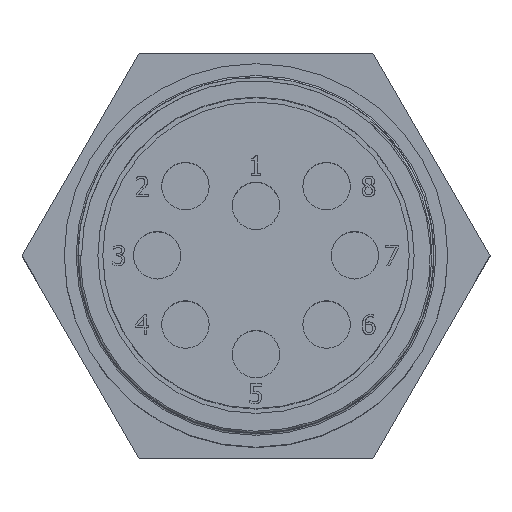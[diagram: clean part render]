
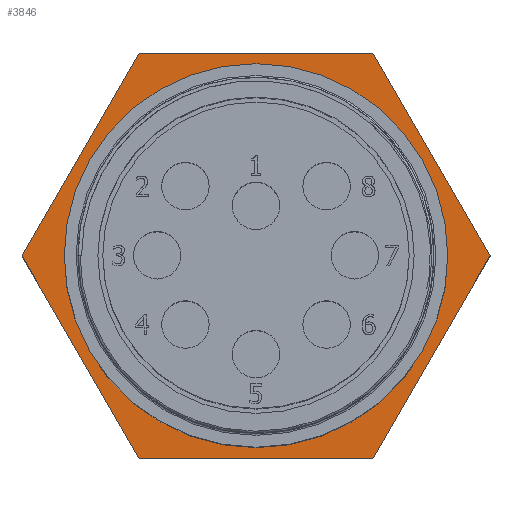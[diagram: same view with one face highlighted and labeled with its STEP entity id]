
A CAD part, top view. The second image highlights one B-rep face of the part: STEP entity #3846.
In plain terms, the highlighted planar face has unit normal (0, 0, 1).
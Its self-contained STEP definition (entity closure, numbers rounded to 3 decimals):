
#243=FACE_BOUND($,#1051,.T.);
#322=CIRCLE($,#4016,19.4);
#795=FACE_OUTER_BOUND($,#1050,.T.);
#1050=EDGE_LOOP($,(#3464,#3465,#3466,#3467,#3468,#3469));
#1051=EDGE_LOOP($,(#3470));
#1115=LINE($,#5754,#1393);
#1118=LINE($,#5760,#1396);
#1121=LINE($,#5766,#1399);
#1124=LINE($,#5772,#1402);
#1128=LINE($,#5779,#1406);
#1130=LINE($,#5782,#1408);
#1393=VECTOR($,#4166,23.671);
#1396=VECTOR($,#4171,23.671);
#1399=VECTOR($,#4176,23.671);
#1402=VECTOR($,#4181,23.671);
#1406=VECTOR($,#4187,23.671);
#1408=VECTOR($,#4191,23.671);
#1695=VERTEX_POINT($,#5751);
#1696=VERTEX_POINT($,#5753);
#1698=VERTEX_POINT($,#5759);
#1700=VERTEX_POINT($,#5765);
#1702=VERTEX_POINT($,#5771);
#1704=VERTEX_POINT($,#5777);
#1991=VERTEX_POINT($,#7711);
#2057=EDGE_CURVE($,#1696,#1695,#1115,.T.);
#2060=EDGE_CURVE($,#1698,#1696,#1118,.T.);
#2063=EDGE_CURVE($,#1700,#1698,#1121,.T.);
#2066=EDGE_CURVE($,#1702,#1700,#1124,.T.);
#2070=EDGE_CURVE($,#1695,#1704,#1128,.T.);
#2072=EDGE_CURVE($,#1704,#1702,#1130,.T.);
#2497=EDGE_CURVE($,#1991,#1991,#322,.T.);
#3464=ORIENTED_EDGE($,*,*,#2066,.T.);
#3465=ORIENTED_EDGE($,*,*,#2063,.T.);
#3466=ORIENTED_EDGE($,*,*,#2060,.T.);
#3467=ORIENTED_EDGE($,*,*,#2057,.T.);
#3468=ORIENTED_EDGE($,*,*,#2070,.T.);
#3469=ORIENTED_EDGE($,*,*,#2072,.T.);
#3470=ORIENTED_EDGE($,*,*,#2497,.T.);
#3649=PLANE($,#4015);
#3846=ADVANCED_FACE($,(#795,#243),#3649,.T.);
#4015=AXIS2_PLACEMENT_3D($,#7710,#4600,#4601);
#4016=AXIS2_PLACEMENT_3D($,#7712,#4602,#4603);
#4166=DIRECTION($,(0.5,-0.866,0.));
#4171=DIRECTION($,(-0.5,-0.866,0.));
#4176=DIRECTION($,(-1.,0.,0.));
#4181=DIRECTION($,(-0.5,0.866,0.));
#4187=DIRECTION($,(1.,0.,0.));
#4191=DIRECTION($,(0.5,0.866,0.));
#4600=DIRECTION('center_axis',(0.,0.,1.));
#4601=DIRECTION('ref_axis',(1.,0.,0.));
#4602=DIRECTION('center_axis',(0.,0.,-1.));
#4603=DIRECTION('ref_axis',(-1.,0.,0.));
#5751=CARTESIAN_POINT('',(-11.836,-20.5,22.2));
#5753=CARTESIAN_POINT('',(-23.671,0.,22.2));
#5754=CARTESIAN_POINT($,(-20.712,-5.125,22.2));
#5759=CARTESIAN_POINT('',(-11.836,20.5,22.2));
#5760=CARTESIAN_POINT($,(-14.795,15.375,22.2));
#5765=CARTESIAN_POINT('',(11.836,20.5,22.2));
#5766=CARTESIAN_POINT($,(5.918,20.5,22.2));
#5771=CARTESIAN_POINT('',(23.671,0.,22.2));
#5772=CARTESIAN_POINT($,(20.712,5.125,22.2));
#5777=CARTESIAN_POINT('',(11.836,-20.5,22.2));
#5779=CARTESIAN_POINT($,(-5.918,-20.5,22.2));
#5782=CARTESIAN_POINT($,(14.795,-15.375,22.2));
#7710=CARTESIAN_POINT('Origin',(0.,0.,22.2));
#7711=CARTESIAN_POINT('',(19.4,0.,22.2));
#7712=CARTESIAN_POINT('Origin',(0.,0.,22.2));
